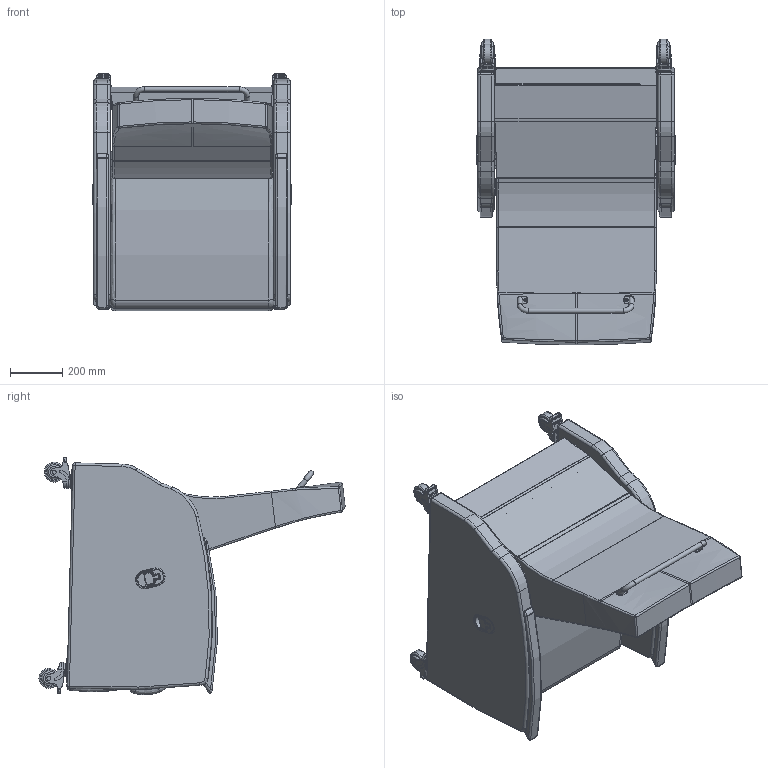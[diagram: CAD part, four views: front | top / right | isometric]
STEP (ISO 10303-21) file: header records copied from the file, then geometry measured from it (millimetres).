
FILE_DESCRIPTION(/* description */ (''),/* implementation_level */ '2;1');
FILE_NAME(/* name */ 'E4317W.stp',/* time_stamp */ '2017-09-13T09:54:31-04:00',/* author */ ('emehringer'),/* organization */ (''),/* preprocessor_version */ 'ST-DEVELOPER v16.5',/* originating_system */ 'Autodesk Inventor 2017',/* authorisation */ '');
FILE_SCHEMA (('AUTOMOTIVE_DESIGN { 1 0 10303 214 3 1 1 }'));
Length unit declared in the file: inch
Products named in the file (25): E4317U-W-J; EV7070 UBACK; E3010 UKP; 4000 USEAT; EV7070 UBACK FLAP; E3010 FARM L (FOR E4317); E3010 FARM R; 1117 HANDLE; CABLE LEVER; 4000 UKO rounded; EV7000 MAC BLK; CAST COL 4inSLB; _NG-03AMP-125-TL-TP01_fork; _TP01_Next Generation Series_0; _NG-03QDP-125-SW-TP01_rivet; _NG-03AMP-125-TL-TP01_wheel_core; _NG-03AMP-125-TL-TP01_wheel_tread; _NG-03AMP-125-TL-TP01_wheel_guard; _NG-03AMP-125-TL-TP01_wheel_tguard; _NG-03AMP-125-TL-TP01_cap; PB3; PUSH BAR 17.625; PUSH BAR 17.625_1; PUSH BAR 17.625 right side; 1420X1.5 PSHPB
Assembly tree (31 placements, depth 4):
  E4317U-W-J
    EV7070 UBACK
    E3010 UKP
    4000 USEAT
    EV7070 UBACK FLAP
    E3010 FARM L (FOR E4317)
    E3010 FARM R
    1117 HANDLE
    CABLE LEVER  x2
    4000 UKO rounded
    EV7000 MAC BLK  x2
    CAST COL 4inSLB  x4
      _NG-03AMP-125-TL-TP01_fork
      _TP01_Next Generation Series_0
      _NG-03QDP-125-SW-TP01_rivet
      _NG-03AMP-125-TL-TP01_wheel_core
      _NG-03AMP-125-TL-TP01_wheel_tread
      _NG-03AMP-125-TL-TP01_wheel_guard
      _NG-03AMP-125-TL-TP01_wheel_tguard
      _NG-03AMP-125-TL-TP01_cap
    PB3
      PUSH BAR 17.625
        PUSH BAR 17.625_1
        PUSH BAR 17.625 right side
      1420X1.5 PSHPB  x2
Bounding box: 758.06 x 1170.23 x 907.28 mm (x, y, z)
Volume: 178624202.7 mm3; surface area: 6133957.5 mm2
Topology: 55 solids, 65 shells, 1517 faces, 3534 edges, 2175 vertices
Faces by surface type: cylinder 664, plane 503, torus 179, bspline 95, sphere 42, cone 34
Full cylindrical faces by diameter (mm): 6.35 x10, 7.938 x2, 9.525 x2, 11.989 x4, 12.497 x2, 14.877 x4, 15.062 x4, 15.24 x8, 19.05 x3, 19.075 x4, 25.4 x4, 31.75 x1, 38.049 x4, 44.298 x4, 52.273 x4, 55.372 x8, 57.15 x8, 76.2 x4
Entity records: 36936 total; most frequent: CARTESIAN_POINT 17979, DIRECTION 4145, ORIENTED_EDGE 3558, EDGE_CURVE 1779, AXIS2_PLACEMENT_3D 1705, VERTEX_POINT 1094, EDGE_LOOP 919, CIRCLE 856
